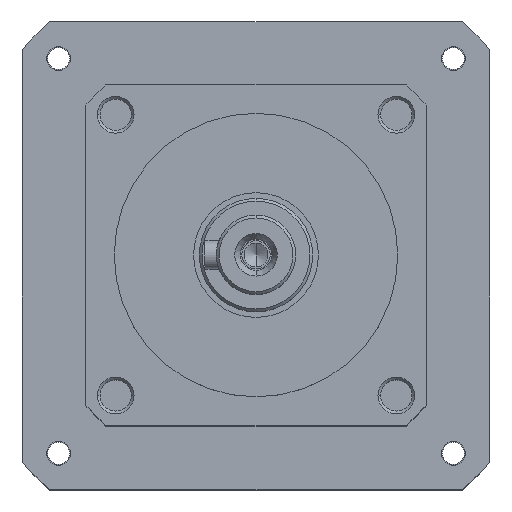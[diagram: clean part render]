
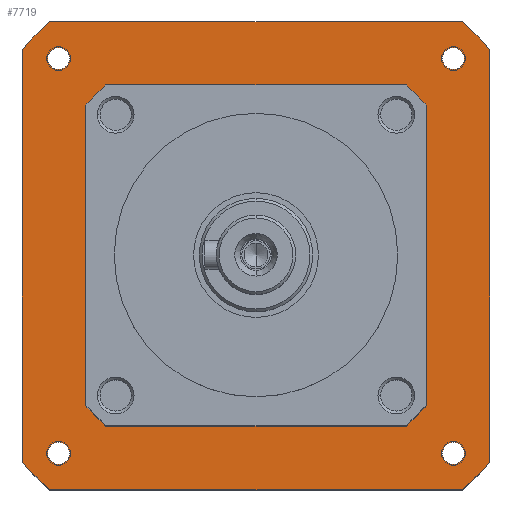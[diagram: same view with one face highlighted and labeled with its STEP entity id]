
A CAD part, top view. The second image highlights one B-rep face of the part: STEP entity #7719.
In plain terms, the highlighted planar face has unit normal (0, 0, 1).
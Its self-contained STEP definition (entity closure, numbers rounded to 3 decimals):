
#414=PLANE('',#8814);
#912=VECTOR('',#11272,1.);
#913=VECTOR('',#11275,1.);
#914=VECTOR('',#11278,1.);
#915=VECTOR('',#11281,1.);
#1324=LINE('',#14416,#912);
#1325=LINE('',#14421,#913);
#1326=LINE('',#14425,#914);
#1327=LINE('',#14429,#915);
#1933=VERTEX_POINT('',#14167);
#1934=VERTEX_POINT('',#14168);
#1943=VERTEX_POINT('',#14189);
#1944=VERTEX_POINT('',#14190);
#1953=VERTEX_POINT('',#14211);
#1954=VERTEX_POINT('',#14212);
#1969=VERTEX_POINT('',#14248);
#1970=VERTEX_POINT('',#14249);
#1977=VERTEX_POINT('',#14269);
#1978=VERTEX_POINT('',#14270);
#1985=VERTEX_POINT('',#14290);
#1986=VERTEX_POINT('',#14291);
#1987=VERTEX_POINT('',#14296);
#1988=VERTEX_POINT('',#14297);
#2003=VERTEX_POINT('',#14333);
#2004=VERTEX_POINT('',#14334);
#2011=VERTEX_POINT('',#14351);
#2012=VERTEX_POINT('',#14353);
#2030=VERTEX_POINT('',#14417);
#2031=VERTEX_POINT('',#14418);
#2032=VERTEX_POINT('',#14420);
#2033=VERTEX_POINT('',#14422);
#2034=VERTEX_POINT('',#14424);
#2035=VERTEX_POINT('',#14426);
#2036=VERTEX_POINT('',#14428);
#2037=VERTEX_POINT('',#14430);
#2619=CIRCLE('',#8727,2.75);
#2624=CIRCLE('',#8734,2.75);
#2629=CIRCLE('',#8741,2.75);
#2637=CIRCLE('',#8753,1.934);
#2641=CIRCLE('',#8760,1.934);
#2645=CIRCLE('',#8767,1.934);
#2646=CIRCLE('',#8769,2.75);
#2654=CIRCLE('',#8781,1.934);
#2658=CIRCLE('',#8787,25.);
#2680=CIRCLE('',#8815,2.75);
#2681=CIRCLE('',#8816,2.75);
#2682=CIRCLE('',#8817,2.75);
#2683=CIRCLE('',#8818,1.934);
#2684=CIRCLE('',#8819,1.934);
#2685=CIRCLE('',#8820,1.934);
#2686=CIRCLE('',#8821,2.75);
#2687=CIRCLE('',#8822,1.934);
#2688=CIRCLE('',#8823,25.);
#2689=CIRCLE('',#8824,55.);
#2690=CIRCLE('',#8825,55.);
#2691=CIRCLE('',#8826,55.);
#2692=CIRCLE('',#8827,55.);
#3668=EDGE_CURVE('',#1933,#1934,#2619,.T.);
#3678=EDGE_CURVE('',#1943,#1944,#2624,.T.);
#3688=EDGE_CURVE('',#1953,#1954,#2629,.T.);
#3705=EDGE_CURVE('',#1969,#1970,#2637,.T.);
#3715=EDGE_CURVE('',#1977,#1978,#2641,.T.);
#3725=EDGE_CURVE('',#1985,#1986,#2645,.T.);
#3728=EDGE_CURVE('',#1987,#1988,#2646,.T.);
#3745=EDGE_CURVE('',#2003,#2004,#2654,.T.);
#3754=EDGE_CURVE('',#2011,#2012,#2658,.T.);
#3785=EDGE_CURVE('',#1934,#1933,#2680,.T.);
#3786=EDGE_CURVE('',#1944,#1943,#2681,.T.);
#3787=EDGE_CURVE('',#1954,#1953,#2682,.T.);
#3788=EDGE_CURVE('',#1970,#1969,#2683,.T.);
#3789=EDGE_CURVE('',#1978,#1977,#2684,.T.);
#3790=EDGE_CURVE('',#1986,#1985,#2685,.T.);
#3791=EDGE_CURVE('',#1988,#1987,#2686,.T.);
#3792=EDGE_CURVE('',#2004,#2003,#2687,.T.);
#3793=EDGE_CURVE('',#2012,#2011,#2688,.T.);
#3794=EDGE_CURVE('',#2030,#2031,#1324,.T.);
#3795=EDGE_CURVE('',#2031,#2032,#2689,.T.);
#3796=EDGE_CURVE('',#2032,#2033,#1325,.T.);
#3797=EDGE_CURVE('',#2033,#2034,#2690,.T.);
#3798=EDGE_CURVE('',#2034,#2035,#1326,.T.);
#3799=EDGE_CURVE('',#2035,#2036,#2691,.T.);
#3800=EDGE_CURVE('',#2036,#2037,#1327,.T.);
#3801=EDGE_CURVE('',#2037,#2030,#2692,.T.);
#5878=ORIENTED_EDGE('',*,*,#3668,.F.);
#5879=ORIENTED_EDGE('',*,*,#3785,.F.);
#5880=ORIENTED_EDGE('',*,*,#3678,.F.);
#5881=ORIENTED_EDGE('',*,*,#3786,.F.);
#5882=ORIENTED_EDGE('',*,*,#3688,.F.);
#5883=ORIENTED_EDGE('',*,*,#3787,.F.);
#5884=ORIENTED_EDGE('',*,*,#3705,.F.);
#5885=ORIENTED_EDGE('',*,*,#3788,.F.);
#5886=ORIENTED_EDGE('',*,*,#3715,.F.);
#5887=ORIENTED_EDGE('',*,*,#3789,.F.);
#5888=ORIENTED_EDGE('',*,*,#3725,.F.);
#5889=ORIENTED_EDGE('',*,*,#3790,.F.);
#5890=ORIENTED_EDGE('',*,*,#3728,.F.);
#5891=ORIENTED_EDGE('',*,*,#3791,.F.);
#5892=ORIENTED_EDGE('',*,*,#3745,.F.);
#5893=ORIENTED_EDGE('',*,*,#3792,.F.);
#5894=ORIENTED_EDGE('',*,*,#3793,.F.);
#5895=ORIENTED_EDGE('',*,*,#3754,.F.);
#5896=ORIENTED_EDGE('',*,*,#3794,.T.);
#5897=ORIENTED_EDGE('',*,*,#3795,.T.);
#5898=ORIENTED_EDGE('',*,*,#3796,.T.);
#5899=ORIENTED_EDGE('',*,*,#3797,.T.);
#5900=ORIENTED_EDGE('',*,*,#3798,.T.);
#5901=ORIENTED_EDGE('',*,*,#3799,.T.);
#5902=ORIENTED_EDGE('',*,*,#3800,.T.);
#5903=ORIENTED_EDGE('',*,*,#3801,.T.);
#6618=EDGE_LOOP('',(#5878,#5879));
#6619=EDGE_LOOP('',(#5880,#5881));
#6620=EDGE_LOOP('',(#5882,#5883));
#6621=EDGE_LOOP('',(#5884,#5885));
#6622=EDGE_LOOP('',(#5886,#5887));
#6623=EDGE_LOOP('',(#5888,#5889));
#6624=EDGE_LOOP('',(#5890,#5891));
#6625=EDGE_LOOP('',(#5892,#5893));
#6626=EDGE_LOOP('',(#5894,#5895));
#6627=EDGE_LOOP('',(#5896,#5897,#5898,#5899,#5900,#5901,#5902,#5903));
#7218=FACE_BOUND('',#6618,.T.);
#7219=FACE_BOUND('',#6619,.T.);
#7220=FACE_BOUND('',#6620,.T.);
#7221=FACE_BOUND('',#6621,.T.);
#7222=FACE_BOUND('',#6622,.T.);
#7223=FACE_BOUND('',#6623,.T.);
#7224=FACE_BOUND('',#6624,.T.);
#7225=FACE_BOUND('',#6625,.T.);
#7226=FACE_BOUND('',#6626,.T.);
#7227=FACE_BOUND('',#6627,.T.);
#7719=ADVANCED_FACE('',(#7218,#7219,#7220,#7221,#7222,#7223,#7224,#7225,
#7226,#7227),#414,.T.);
#8727=AXIS2_PLACEMENT_3D('',#14166,#11024,#11025);
#8734=AXIS2_PLACEMENT_3D('',#14188,#11043,#11044);
#8741=AXIS2_PLACEMENT_3D('',#14210,#11062,#11063);
#8753=AXIS2_PLACEMENT_3D('',#14247,#11095,#11096);
#8760=AXIS2_PLACEMENT_3D('',#14268,#11115,#11116);
#8767=AXIS2_PLACEMENT_3D('',#14289,#11135,#11136);
#8769=AXIS2_PLACEMENT_3D('',#14295,#11141,#11142);
#8781=AXIS2_PLACEMENT_3D('',#14332,#11174,#11175);
#8787=AXIS2_PLACEMENT_3D('',#14352,#11191,#11192);
#8814=AXIS2_PLACEMENT_3D('',#14406,#11253,$);
#8815=AXIS2_PLACEMENT_3D('',#14407,#11254,#11255);
#8816=AXIS2_PLACEMENT_3D('',#14408,#11256,#11257);
#8817=AXIS2_PLACEMENT_3D('',#14409,#11258,#11259);
#8818=AXIS2_PLACEMENT_3D('',#14410,#11260,#11261);
#8819=AXIS2_PLACEMENT_3D('',#14411,#11262,#11263);
#8820=AXIS2_PLACEMENT_3D('',#14412,#11264,#11265);
#8821=AXIS2_PLACEMENT_3D('',#14413,#11266,#11267);
#8822=AXIS2_PLACEMENT_3D('',#14414,#11268,#11269);
#8823=AXIS2_PLACEMENT_3D('',#14415,#11270,#11271);
#8824=AXIS2_PLACEMENT_3D('',#14419,#11273,#11274);
#8825=AXIS2_PLACEMENT_3D('',#14423,#11276,#11277);
#8826=AXIS2_PLACEMENT_3D('',#14427,#11279,#11280);
#8827=AXIS2_PLACEMENT_3D('',#14431,#11282,#11283);
#11024=DIRECTION('',(0.,0.,1.));
#11025=DIRECTION('',(2.75,0.,0.));
#11043=DIRECTION('',(0.,0.,1.));
#11044=DIRECTION('',(2.75,0.,0.));
#11062=DIRECTION('',(0.,0.,1.));
#11063=DIRECTION('',(2.75,0.,0.));
#11095=DIRECTION('',(0.,0.,1.));
#11096=DIRECTION('',(1.934,0.,0.));
#11115=DIRECTION('',(0.,0.,1.));
#11116=DIRECTION('',(1.934,0.,0.));
#11135=DIRECTION('',(0.,0.,1.));
#11136=DIRECTION('',(1.934,0.,0.));
#11141=DIRECTION('',(0.,0.,1.));
#11142=DIRECTION('',(2.75,0.,0.));
#11174=DIRECTION('',(0.,0.,1.));
#11175=DIRECTION('',(1.934,0.,0.));
#11191=DIRECTION('',(0.,0.,1.));
#11192=DIRECTION('',(25.,0.,0.));
#11253=DIRECTION('',(0.,0.,1.));
#11254=DIRECTION('',(0.,0.,1.));
#11255=DIRECTION('',(2.75,0.,0.));
#11256=DIRECTION('',(0.,0.,1.));
#11257=DIRECTION('',(2.75,0.,0.));
#11258=DIRECTION('',(0.,0.,1.));
#11259=DIRECTION('',(2.75,0.,0.));
#11260=DIRECTION('',(0.,0.,1.));
#11261=DIRECTION('',(1.934,0.,0.));
#11262=DIRECTION('',(0.,0.,1.));
#11263=DIRECTION('',(1.934,0.,0.));
#11264=DIRECTION('',(0.,0.,1.));
#11265=DIRECTION('',(1.934,0.,0.));
#11266=DIRECTION('',(0.,0.,1.));
#11267=DIRECTION('',(2.75,0.,0.));
#11268=DIRECTION('',(0.,0.,1.));
#11269=DIRECTION('',(1.934,0.,0.));
#11270=DIRECTION('',(0.,0.,1.));
#11271=DIRECTION('',(25.,0.,0.));
#11272=DIRECTION('',(0.,1.,0.));
#11273=DIRECTION('',(0.,0.,1.));
#11274=DIRECTION('',(55.,0.,0.));
#11275=DIRECTION('',(-1.,0.,0.));
#11276=DIRECTION('',(0.,0.,1.));
#11277=DIRECTION('',(55.,0.,0.));
#11278=DIRECTION('',(0.,-1.,0.));
#11279=DIRECTION('',(0.,0.,1.));
#11280=DIRECTION('',(55.,0.,0.));
#11281=DIRECTION('',(1.,0.,0.));
#11282=DIRECTION('',(0.,0.,1.));
#11283=DIRECTION('',(55.,0.,0.));
#14166=CARTESIAN_POINT('',(-24.749,24.749,-75.85));
#14167=CARTESIAN_POINT('',(-27.499,24.749,-75.85));
#14168=CARTESIAN_POINT('',(-21.999,24.749,-75.85));
#14188=CARTESIAN_POINT('',(-24.749,-24.749,-75.85));
#14189=CARTESIAN_POINT('',(-27.499,-24.749,-75.85));
#14190=CARTESIAN_POINT('',(-21.999,-24.749,-75.85));
#14210=CARTESIAN_POINT('',(24.749,-24.749,-75.85));
#14211=CARTESIAN_POINT('',(21.999,-24.749,-75.85));
#14212=CARTESIAN_POINT('',(27.499,-24.749,-75.85));
#14247=CARTESIAN_POINT('',(-34.8,34.8,-75.85));
#14248=CARTESIAN_POINT('',(-36.734,34.8,-75.85));
#14249=CARTESIAN_POINT('',(-32.866,34.8,-75.85));
#14268=CARTESIAN_POINT('',(-34.8,-34.8,-75.85));
#14269=CARTESIAN_POINT('',(-36.734,-34.8,-75.85));
#14270=CARTESIAN_POINT('',(-32.866,-34.8,-75.85));
#14289=CARTESIAN_POINT('',(34.8,-34.8,-75.85));
#14290=CARTESIAN_POINT('',(32.866,-34.8,-75.85));
#14291=CARTESIAN_POINT('',(36.734,-34.8,-75.85));
#14295=CARTESIAN_POINT('',(24.749,24.749,-75.85));
#14296=CARTESIAN_POINT('',(21.999,24.749,-75.85));
#14297=CARTESIAN_POINT('',(27.499,24.749,-75.85));
#14332=CARTESIAN_POINT('',(34.8,34.8,-75.85));
#14333=CARTESIAN_POINT('',(32.866,34.8,-75.85));
#14334=CARTESIAN_POINT('',(36.734,34.8,-75.85));
#14351=CARTESIAN_POINT('',(25.,0.,-75.85));
#14352=CARTESIAN_POINT('',(0.,0.,-75.85));
#14353=CARTESIAN_POINT('',(-25.,0.,-75.85));
#14406=CARTESIAN_POINT('',(-41.25,41.25,-75.85));
#14407=CARTESIAN_POINT('',(-24.749,24.749,-75.85));
#14408=CARTESIAN_POINT('',(-24.749,-24.749,-75.85));
#14409=CARTESIAN_POINT('',(24.749,-24.749,-75.85));
#14410=CARTESIAN_POINT('',(-34.8,34.8,-75.85));
#14411=CARTESIAN_POINT('',(-34.8,-34.8,-75.85));
#14412=CARTESIAN_POINT('',(34.8,-34.8,-75.85));
#14413=CARTESIAN_POINT('',(24.749,24.749,-75.85));
#14414=CARTESIAN_POINT('',(34.8,34.8,-75.85));
#14415=CARTESIAN_POINT('',(0.,0.,-75.85));
#14416=CARTESIAN_POINT('',(41.25,-36.379,-75.85));
#14417=CARTESIAN_POINT('',(41.25,-36.379,-75.85));
#14418=CARTESIAN_POINT('',(41.25,36.379,-75.85));
#14419=CARTESIAN_POINT('',(0.,0.,-75.85));
#14420=CARTESIAN_POINT('',(36.379,41.25,-75.85));
#14421=CARTESIAN_POINT('',(36.379,41.25,-75.85));
#14422=CARTESIAN_POINT('',(-36.379,41.25,-75.85));
#14423=CARTESIAN_POINT('',(0.,0.,-75.85));
#14424=CARTESIAN_POINT('',(-41.25,36.379,-75.85));
#14425=CARTESIAN_POINT('',(-41.25,36.379,-75.85));
#14426=CARTESIAN_POINT('',(-41.25,-36.379,-75.85));
#14427=CARTESIAN_POINT('',(0.,0.,-75.85));
#14428=CARTESIAN_POINT('',(-36.379,-41.25,-75.85));
#14429=CARTESIAN_POINT('',(-36.379,-41.25,-75.85));
#14430=CARTESIAN_POINT('',(36.379,-41.25,-75.85));
#14431=CARTESIAN_POINT('',(0.,0.,-75.85));
